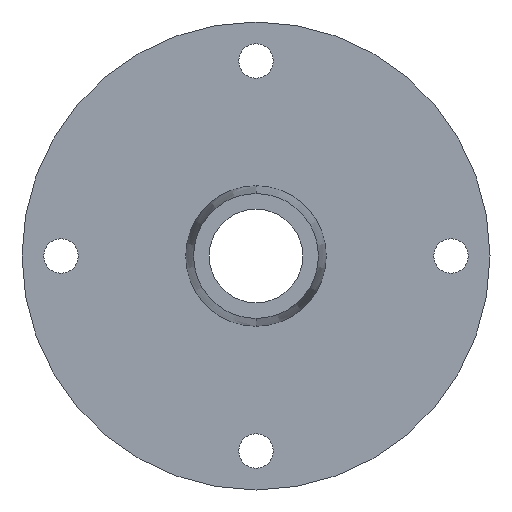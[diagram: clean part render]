
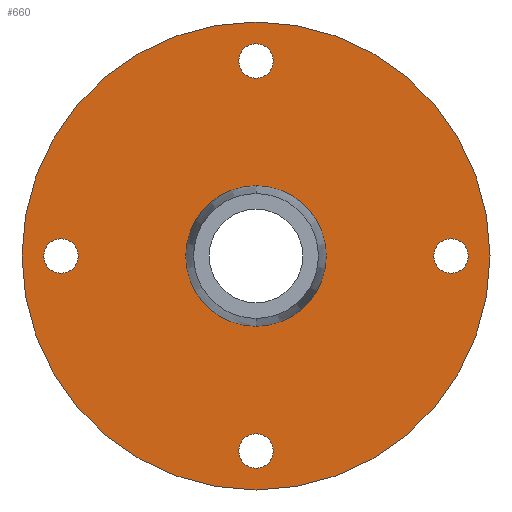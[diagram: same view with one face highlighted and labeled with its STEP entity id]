
A CAD part, front view. The second image highlights one B-rep face of the part: STEP entity #660.
In plain terms, the highlighted planar face has unit normal (0, -1, 0).
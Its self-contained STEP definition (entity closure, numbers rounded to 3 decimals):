
#10 = CIRCLE ( 'NONE', #529, 1.1 ) ;
#11 = EDGE_LOOP ( 'NONE', ( #487, #588 ) ) ;
#14 = EDGE_CURVE ( 'NONE', #565, #615, #79, .T. ) ;
#26 = FACE_BOUND ( 'NONE', #666, .T. ) ;
#29 = EDGE_LOOP ( 'NONE', ( #171, #846 ) ) ;
#37 = VERTEX_POINT ( 'NONE', #71 ) ;
#56 = CIRCLE ( 'NONE', #894, 1.1 ) ;
#68 = VERTEX_POINT ( 'NONE', #274 ) ;
#71 = CARTESIAN_POINT ( 'NONE',  ( 0., 0., 15. ) ) ;
#75 = CARTESIAN_POINT ( 'NONE',  ( 0., 0., -12.5 ) ) ;
#78 = DIRECTION ( 'NONE',  ( 0., 0., 1. ) ) ;
#79 = CIRCLE ( 'NONE', #741, 4. ) ;
#81 = DIRECTION ( 'NONE',  ( 0., 0., 1. ) ) ;
#85 = CARTESIAN_POINT ( 'NONE',  ( 0., 0., -15. ) ) ;
#88 = FACE_OUTER_BOUND ( 'NONE', #655, .T. ) ;
#89 = DIRECTION ( 'NONE',  ( 0., 1., 0. ) ) ;
#109 = DIRECTION ( 'NONE',  ( 0., 0., 1. ) ) ;
#111 = CARTESIAN_POINT ( 'NONE',  ( -12.5, 0., -1.1 ) ) ;
#112 = EDGE_LOOP ( 'NONE', ( #379, #732 ) ) ;
#116 = AXIS2_PLACEMENT_3D ( 'NONE', #685, #402, #109 ) ;
#119 = CARTESIAN_POINT ( 'NONE',  ( 12.5, 0., -1.1 ) ) ;
#125 = EDGE_CURVE ( 'NONE', #189, #501, #10, .T. ) ;
#134 = DIRECTION ( 'NONE',  ( 0., 0., 1. ) ) ;
#148 = CARTESIAN_POINT ( 'NONE',  ( -12.5, 0., 1.1 ) ) ;
#152 = CARTESIAN_POINT ( 'NONE',  ( 0., 0., -12.5 ) ) ;
#163 = ORIENTED_EDGE ( 'NONE', *, *, #279, .F. ) ;
#168 = DIRECTION ( 'NONE',  ( 0., 0., 1. ) ) ;
#171 = ORIENTED_EDGE ( 'NONE', *, *, #682, .F. ) ;
#176 = ORIENTED_EDGE ( 'NONE', *, *, #383, .F. ) ;
#183 = CARTESIAN_POINT ( 'NONE',  ( 0., 0., 11.4 ) ) ;
#189 = VERTEX_POINT ( 'NONE', #148 ) ;
#203 = FACE_BOUND ( 'NONE', #11, .T. ) ;
#211 = AXIS2_PLACEMENT_3D ( 'NONE', #821, #378, #888 ) ;
#212 = CARTESIAN_POINT ( 'NONE',  ( 0., 0., 4. ) ) ;
#213 = ORIENTED_EDGE ( 'NONE', *, *, #756, .F. ) ;
#215 = DIRECTION ( 'NONE',  ( 0., 0., 1. ) ) ;
#223 = ORIENTED_EDGE ( 'NONE', *, *, #944, .F. ) ;
#226 = CARTESIAN_POINT ( 'NONE',  ( 0., 0., 0. ) ) ;
#236 = VERTEX_POINT ( 'NONE', #85 ) ;
#240 = CIRCLE ( 'NONE', #282, 1.1 ) ;
#274 = CARTESIAN_POINT ( 'NONE',  ( 0., 0., 13.6 ) ) ;
#279 = EDGE_CURVE ( 'NONE', #421, #397, #240, .T. ) ;
#282 = AXIS2_PLACEMENT_3D ( 'NONE', #75, #578, #801 ) ;
#289 = CARTESIAN_POINT ( 'NONE',  ( 0., 0., -4. ) ) ;
#296 = CARTESIAN_POINT ( 'NONE',  ( 12.5, 0., 0. ) ) ;
#378 = DIRECTION ( 'NONE',  ( 0., -1., 0. ) ) ;
#379 = ORIENTED_EDGE ( 'NONE', *, *, #125, .F. ) ;
#380 = EDGE_CURVE ( 'NONE', #501, #189, #381, .T. ) ;
#381 = CIRCLE ( 'NONE', #116, 1.1 ) ;
#383 = EDGE_CURVE ( 'NONE', #236, #37, #819, .T. ) ;
#385 = EDGE_CURVE ( 'NONE', #68, #936, #612, .T. ) ;
#392 = AXIS2_PLACEMENT_3D ( 'NONE', #226, #89, #81 ) ;
#397 = VERTEX_POINT ( 'NONE', #789 ) ;
#402 = DIRECTION ( 'NONE',  ( 0., -1., 0. ) ) ;
#404 = DIRECTION ( 'NONE',  ( 0., 1., 0. ) ) ;
#417 = ORIENTED_EDGE ( 'NONE', *, *, #14, .F. ) ;
#420 = CARTESIAN_POINT ( 'NONE',  ( 12.5, 0., 1.1 ) ) ;
#421 = VERTEX_POINT ( 'NONE', #473 ) ;
#427 = CIRCLE ( 'NONE', #440, 1.1 ) ;
#436 = VERTEX_POINT ( 'NONE', #420 ) ;
#440 = AXIS2_PLACEMENT_3D ( 'NONE', #152, #444, #215 ) ;
#443 = PLANE ( 'NONE',  #392 ) ;
#444 = DIRECTION ( 'NONE',  ( 0., -1., 0. ) ) ;
#473 = CARTESIAN_POINT ( 'NONE',  ( 0., 0., -13.6 ) ) ;
#487 = ORIENTED_EDGE ( 'NONE', *, *, #385, .F. ) ;
#492 = AXIS2_PLACEMENT_3D ( 'NONE', #296, #885, #586 ) ;
#495 = VERTEX_POINT ( 'NONE', #119 ) ;
#498 = EDGE_CURVE ( 'NONE', #615, #565, #581, .T. ) ;
#501 = VERTEX_POINT ( 'NONE', #111 ) ;
#527 = FACE_BOUND ( 'NONE', #112, .T. ) ;
#528 = EDGE_CURVE ( 'NONE', #495, #436, #912, .T. ) ;
#529 = AXIS2_PLACEMENT_3D ( 'NONE', #813, #877, #723 ) ;
#537 = CARTESIAN_POINT ( 'NONE',  ( 0., 0., 0. ) ) ;
#565 = VERTEX_POINT ( 'NONE', #212 ) ;
#578 = DIRECTION ( 'NONE',  ( 0., -1., 0. ) ) ;
#581 = CIRCLE ( 'NONE', #839, 4. ) ;
#586 = DIRECTION ( 'NONE',  ( 0., 0., 1. ) ) ;
#588 = ORIENTED_EDGE ( 'NONE', *, *, #623, .F. ) ;
#612 = CIRCLE ( 'NONE', #672, 1.1 ) ;
#615 = VERTEX_POINT ( 'NONE', #289 ) ;
#622 = CARTESIAN_POINT ( 'NONE',  ( 0., 0., 0. ) ) ;
#623 = EDGE_CURVE ( 'NONE', #936, #68, #56, .T. ) ;
#655 = EDGE_LOOP ( 'NONE', ( #176, #213 ) ) ;
#660 = ADVANCED_FACE ( 'NONE', ( #26, #203, #527, #836, #851, #88 ), #443, .F. ) ;
#664 = CIRCLE ( 'NONE', #793, 15. ) ;
#666 = EDGE_LOOP ( 'NONE', ( #791, #417 ) ) ;
#672 = AXIS2_PLACEMENT_3D ( 'NONE', #696, #930, #784 ) ;
#682 = EDGE_CURVE ( 'NONE', #436, #495, #766, .T. ) ;
#685 = CARTESIAN_POINT ( 'NONE',  ( -12.5, 0., 0. ) ) ;
#696 = CARTESIAN_POINT ( 'NONE',  ( 0., 0., 12.5 ) ) ;
#715 = AXIS2_PLACEMENT_3D ( 'NONE', #915, #919, #134 ) ;
#723 = DIRECTION ( 'NONE',  ( 0., 0., 1. ) ) ;
#732 = ORIENTED_EDGE ( 'NONE', *, *, #380, .F. ) ;
#733 = CARTESIAN_POINT ( 'NONE',  ( 0., 0., 12.5 ) ) ;
#737 = EDGE_LOOP ( 'NONE', ( #223, #163 ) ) ;
#741 = AXIS2_PLACEMENT_3D ( 'NONE', #788, #863, #943 ) ;
#756 = EDGE_CURVE ( 'NONE', #37, #236, #664, .T. ) ;
#766 = CIRCLE ( 'NONE', #492, 1.1 ) ;
#769 = DIRECTION ( 'NONE',  ( 0., -1., 0. ) ) ;
#784 = DIRECTION ( 'NONE',  ( 0., 0., 1. ) ) ;
#788 = CARTESIAN_POINT ( 'NONE',  ( 0., 0., 0. ) ) ;
#789 = CARTESIAN_POINT ( 'NONE',  ( 0., 0., -11.4 ) ) ;
#791 = ORIENTED_EDGE ( 'NONE', *, *, #498, .F. ) ;
#793 = AXIS2_PLACEMENT_3D ( 'NONE', #537, #404, #168 ) ;
#801 = DIRECTION ( 'NONE',  ( 0., 0., 1. ) ) ;
#813 = CARTESIAN_POINT ( 'NONE',  ( -12.5, 0., 0. ) ) ;
#819 = CIRCLE ( 'NONE', #715, 15. ) ;
#821 = CARTESIAN_POINT ( 'NONE',  ( 12.5, 0., 0. ) ) ;
#836 = FACE_BOUND ( 'NONE', #737, .T. ) ;
#839 = AXIS2_PLACEMENT_3D ( 'NONE', #622, #769, #849 ) ;
#846 = ORIENTED_EDGE ( 'NONE', *, *, #528, .F. ) ;
#849 = DIRECTION ( 'NONE',  ( 0., 0., 1. ) ) ;
#851 = FACE_BOUND ( 'NONE', #29, .T. ) ;
#863 = DIRECTION ( 'NONE',  ( 0., -1., 0. ) ) ;
#876 = DIRECTION ( 'NONE',  ( 0., -1., 0. ) ) ;
#877 = DIRECTION ( 'NONE',  ( 0., -1., 0. ) ) ;
#885 = DIRECTION ( 'NONE',  ( 0., -1., 0. ) ) ;
#888 = DIRECTION ( 'NONE',  ( 0., 0., 1. ) ) ;
#894 = AXIS2_PLACEMENT_3D ( 'NONE', #733, #876, #78 ) ;
#912 = CIRCLE ( 'NONE', #211, 1.1 ) ;
#915 = CARTESIAN_POINT ( 'NONE',  ( 0., 0., 0. ) ) ;
#919 = DIRECTION ( 'NONE',  ( 0., 1., 0. ) ) ;
#930 = DIRECTION ( 'NONE',  ( 0., -1., 0. ) ) ;
#936 = VERTEX_POINT ( 'NONE', #183 ) ;
#943 = DIRECTION ( 'NONE',  ( 0., 0., 1. ) ) ;
#944 = EDGE_CURVE ( 'NONE', #397, #421, #427, .T. ) ;
